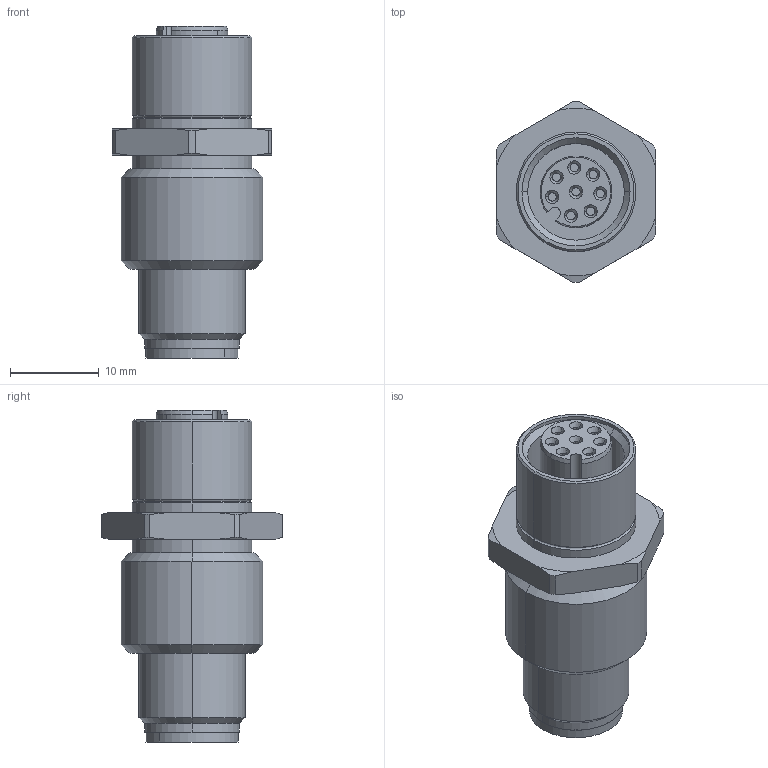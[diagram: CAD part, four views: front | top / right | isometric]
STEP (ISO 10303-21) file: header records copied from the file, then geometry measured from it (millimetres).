
FILE_DESCRIPTION(('HOOPS Exchange Step'),'2;1');
FILE_NAME('export-A6B23327-7435-48C1-841C-C8C258C8778B.stp','2022-10-24T09:46:08+02:00',('Engineering'),('Alibre'),'HOOPS Exchange 2021.0','Alibre','Unknown authorisation');
FILE_SCHEMA( ('AP242_MANAGED_MODEL_BASED_3D_ENGINEERING_MIM_LF {1 0 10303 442 1 1 4 }') );
Length unit declared in the file: millimetre
Products named in the file (2): 6086-1 Device connector, rear mounting - SACC-8P-DSI-M12MSFS-M16 - 1551697; 6086 Device connector, rear mounting - SACC-8P-DSI-M12MSFS-M16 - 1551697
Assembly tree (1 placements, depth 2):
  6086 Device connector, rear mounting - SACC-8P-DSI-M12MSFS-M16 - 1551697
    6086-1 Device connector, rear mounting - SACC-8P-DSI-M12MSFS-M16 - 1551697
Bounding box: 18 x 20.4 x 37.5 mm (x, y, z)
Volume: 5133.3 mm3; surface area: 3240.7 mm2
Topology: 1 solids, 1 shells, 192 faces, 470 edges, 312 vertices
Faces by surface type: cylinder 81, plane 45, cone 41, torus 25
Entity records: 6028 total; most frequent: DIRECTION 1138, CARTESIAN_POINT 1057, ORIENTED_EDGE 940, AXIS2_PLACEMENT_3D 499, EDGE_CURVE 470, VERTEX_POINT 312, CIRCLE 302, EDGE_LOOP 224
